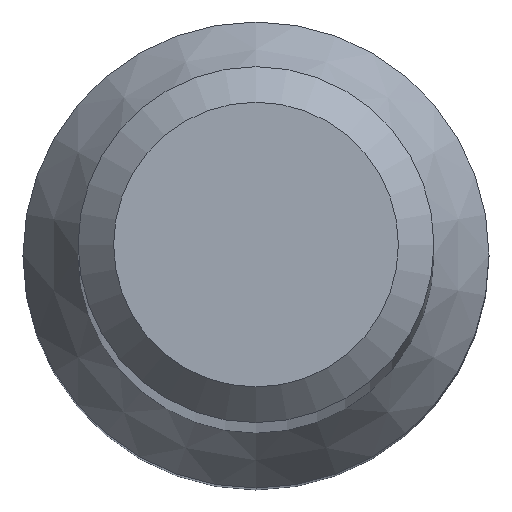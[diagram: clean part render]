
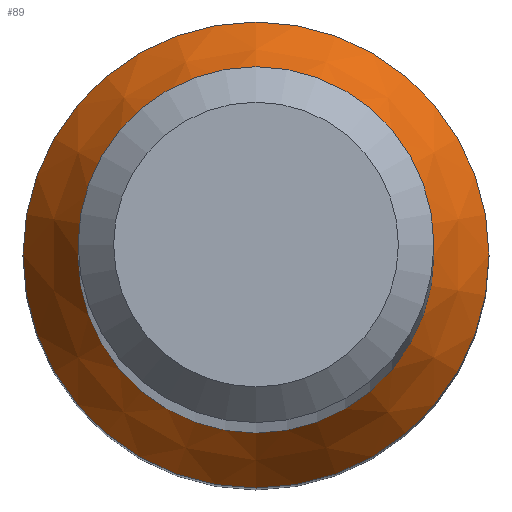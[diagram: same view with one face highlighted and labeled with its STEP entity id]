
A CAD part, top view. The second image highlights one B-rep face of the part: STEP entity #89.
In plain terms, the highlighted conical face has half-angle 30 degrees and reference radius 2.619 mm.
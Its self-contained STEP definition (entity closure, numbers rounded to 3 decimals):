
#9 = CARTESIAN_POINT ( 'NONE',  ( 0., 2.619, 12.92 ) ) ;
#14 = AXIS2_PLACEMENT_3D ( 'NONE', #228, #25, #171 ) ;
#23 = CARTESIAN_POINT ( 'NONE',  ( 0., 2., 13.992 ) ) ;
#25 = DIRECTION ( 'NONE',  ( 0., 0., -1. ) ) ;
#34 = FACE_BOUND ( 'NONE', #161, .T. ) ;
#37 = ORIENTED_EDGE ( 'NONE', *, *, #85, .F. ) ;
#44 = VERTEX_POINT ( 'NONE', #23 ) ;
#79 = FACE_OUTER_BOUND ( 'NONE', #128, .T. ) ;
#85 = EDGE_CURVE ( 'NONE', #108, #108, #242, .T. ) ;
#89 = ADVANCED_FACE ( 'NONE', ( #34, #79 ), #239, .T. ) ;
#108 = VERTEX_POINT ( 'NONE', #9 ) ;
#125 = AXIS2_PLACEMENT_3D ( 'NONE', #236, #157, #138 ) ;
#128 = EDGE_LOOP ( 'NONE', ( #37 ) ) ;
#138 = DIRECTION ( 'NONE',  ( 0., 1., 0. ) ) ;
#155 = DIRECTION ( 'NONE',  ( 0., 0., -1. ) ) ;
#157 = DIRECTION ( 'NONE',  ( 0., 0., -1. ) ) ;
#158 = CARTESIAN_POINT ( 'NONE',  ( 0., 0., 12.92 ) ) ;
#161 = EDGE_LOOP ( 'NONE', ( #196 ) ) ;
#171 = DIRECTION ( 'NONE',  ( 0., 1., 0. ) ) ;
#183 = EDGE_CURVE ( 'NONE', #44, #44, #220, .T. ) ;
#196 = ORIENTED_EDGE ( 'NONE', *, *, #183, .T. ) ;
#213 = DIRECTION ( 'NONE',  ( 0., 1., 0. ) ) ;
#220 = CIRCLE ( 'NONE', #14, 2. ) ;
#228 = CARTESIAN_POINT ( 'NONE',  ( 0., 0., 13.992 ) ) ;
#231 = AXIS2_PLACEMENT_3D ( 'NONE', #158, #155, #213 ) ;
#236 = CARTESIAN_POINT ( 'NONE',  ( 0., 0., 12.92 ) ) ;
#239 = CONICAL_SURFACE ( 'NONE', #231, 2.619, 0.524 ) ;
#242 = CIRCLE ( 'NONE', #125, 2.619 ) ;
